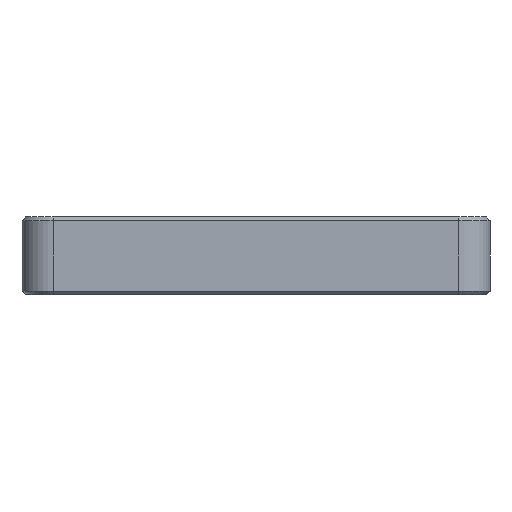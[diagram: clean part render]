
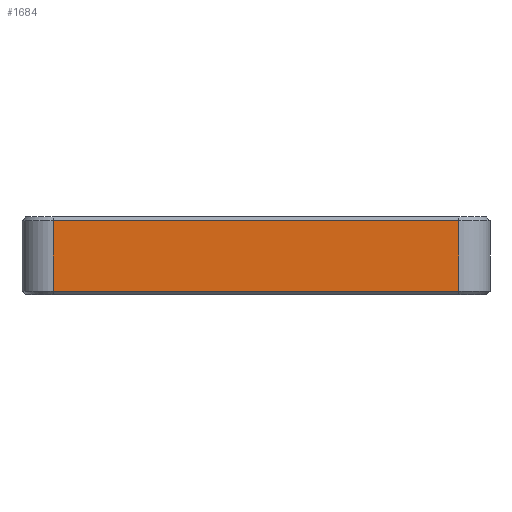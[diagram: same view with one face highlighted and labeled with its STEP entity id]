
A CAD part, left-side view. The second image highlights one B-rep face of the part: STEP entity #1684.
In plain terms, the highlighted planar face has unit normal (-1, 0, 0).
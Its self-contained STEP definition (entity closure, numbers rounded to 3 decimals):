
#68=PLANE('',#1816);
#116=FACE_OUTER_BOUND('',#226,.T.);
#226=EDGE_LOOP('',(#1175,#1176,#1177,#1178));
#455=LINE('',#2604,#609);
#459=LINE('',#2616,#613);
#460=LINE('',#2618,#614);
#461=LINE('',#2619,#615);
#609=VECTOR('',#2041,10.);
#613=VECTOR('',#2055,10.);
#614=VECTOR('',#2056,10.);
#615=VECTOR('',#2057,10.);
#762=VERTEX_POINT('',#2595);
#764=VERTEX_POINT('',#2602);
#767=VERTEX_POINT('',#2615);
#768=VERTEX_POINT('',#2617);
#914=EDGE_CURVE('',#764,#762,#455,.T.);
#920=EDGE_CURVE('',#767,#764,#459,.T.);
#921=EDGE_CURVE('',#768,#767,#460,.T.);
#922=EDGE_CURVE('',#762,#768,#461,.T.);
#1175=ORIENTED_EDGE('',*,*,#914,.F.);
#1176=ORIENTED_EDGE('',*,*,#920,.F.);
#1177=ORIENTED_EDGE('',*,*,#921,.F.);
#1178=ORIENTED_EDGE('',*,*,#922,.F.);
#1684=ADVANCED_FACE('',(#116),#68,.T.);
#1816=AXIS2_PLACEMENT_3D('',#2614,#2053,#2054);
#2041=DIRECTION('',(0.,1.,0.));
#2053=DIRECTION('center_axis',(-1.,0.,0.));
#2054=DIRECTION('ref_axis',(0.,1.,0.));
#2055=DIRECTION('',(0.,0.,-1.));
#2056=DIRECTION('',(0.,-1.,0.));
#2057=DIRECTION('',(0.,0.,1.));
#2595=CARTESIAN_POINT('',(0.,56.,-9.5));
#2602=CARTESIAN_POINT('',(0.,4.,-9.5));
#2604=CARTESIAN_POINT('',(0.,15.,-9.5));
#2614=CARTESIAN_POINT('Origin',(0.,0.,0.));
#2615=CARTESIAN_POINT('',(0.,4.,-0.5));
#2616=CARTESIAN_POINT('',(0.,4.,0.));
#2617=CARTESIAN_POINT('',(0.,56.,-0.5));
#2618=CARTESIAN_POINT('',(0.,15.,-0.5));
#2619=CARTESIAN_POINT('',(0.,56.,0.));
